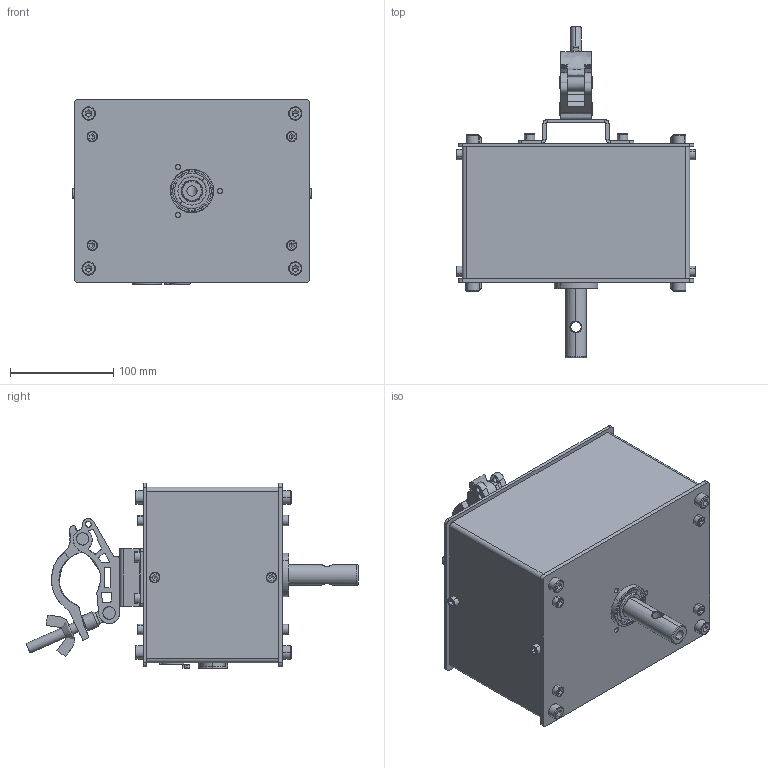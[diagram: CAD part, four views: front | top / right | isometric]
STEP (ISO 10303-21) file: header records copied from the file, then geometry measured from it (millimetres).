
FILE_DESCRIPTION (( 'STEP AP214' ), '1' );
FILE_NAME ('280.001.001 - STEP-FILE2.STEP', '2019-10-16T07:35:48', ( '' ), ( '' ), 'SwSTEP 2.0', 'SolidWorks 2019', '' );
FILE_SCHEMA (( 'AUTOMOTIVE_DESIGN' ));
Length unit declared in the file: millimetre
Products named in the file (1): 280.001.001 - STEP-FILE2
Bounding box: 232 x 321.42 x 180 mm (x, y, z)
Surface area: 336432 mm2 (no closed solid volume)
Topology: 0 solids, 87 shells, 1668 faces, 3795 edges, 2366 vertices
Faces by surface type: plane 1013, cylinder 427, cone 106, torus 94, bspline 28
Entity records: 76904 total; most frequent: CARTESIAN_POINT 23667, ORIENTED_EDGE 7389, DIRECTION 6075, EDGE_CURVE 3733, AXIS2_PLACEMENT_3D 2449, VERTEX_POINT 2366, EDGE_LOOP 1880, UNCERTAINTY_MEASURE_WITH_UNIT 1743
